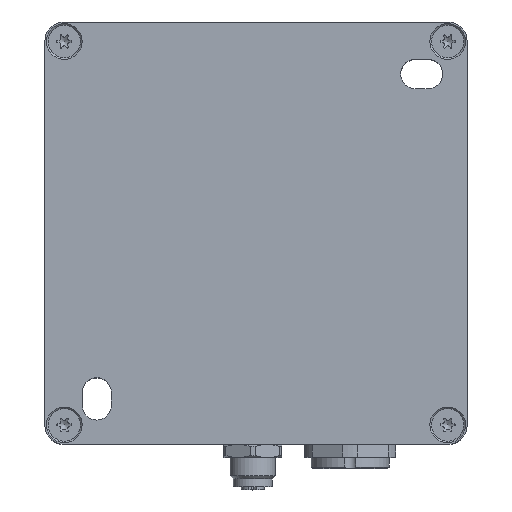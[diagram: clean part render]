
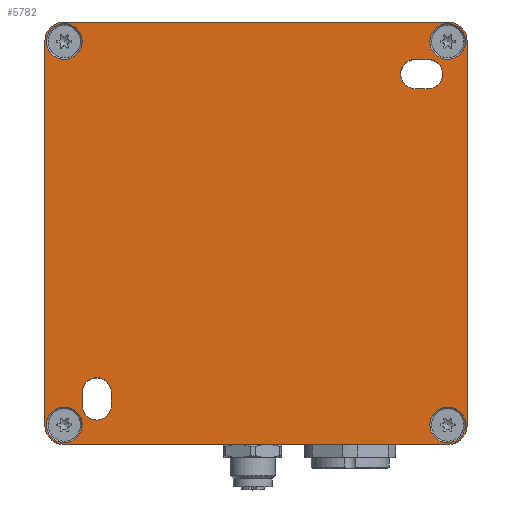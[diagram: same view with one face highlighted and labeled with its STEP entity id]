
A CAD part, top view. The second image highlights one B-rep face of the part: STEP entity #5782.
In plain terms, the highlighted planar face has unit normal (0, 0, 1).
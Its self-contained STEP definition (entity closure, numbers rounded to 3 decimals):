
#494=LINE($,#10947,#794);
#495=LINE($,#10973,#795);
#496=LINE($,#10975,#796);
#497=LINE($,#10977,#797);
#498=LINE($,#10979,#798);
#499=LINE($,#10980,#799);
#500=LINE($,#10981,#800);
#501=LINE($,#10982,#801);
#794=VECTOR($,#8056,59.);
#795=VECTOR($,#8091,59.);
#796=VECTOR($,#8094,59.);
#797=VECTOR($,#8097,59.);
#798=VECTOR($,#8100,2.);
#799=VECTOR($,#8101,2.);
#800=VECTOR($,#8102,2.);
#801=VECTOR($,#8103,2.);
#1022=PLANE($,#6463);
#1166=FACE_BOUND($,#2047,.T.);
#1167=FACE_BOUND($,#2048,.T.);
#1168=FACE_BOUND($,#2049,.T.);
#1169=FACE_BOUND($,#2050,.T.);
#1170=FACE_BOUND($,#2051,.T.);
#1171=FACE_BOUND($,#2052,.T.);
#1537=FACE_OUTER_BOUND($,#2046,.T.);
#2046=EDGE_LOOP($,(#5231,#5232,#5233,#5234,#5235,#5236,#5237,#5238));
#2047=EDGE_LOOP($,(#5239));
#2048=EDGE_LOOP($,(#5240));
#2049=EDGE_LOOP($,(#5241));
#2050=EDGE_LOOP($,(#5242));
#2051=EDGE_LOOP($,(#5243,#5244,#5245,#5246));
#2052=EDGE_LOOP($,(#5247,#5248,#5249,#5250));
#2273=CIRCLE($,#6282,3.);
#2278=CIRCLE($,#6289,3.);
#2282=CIRCLE($,#6295,3.);
#2284=CIRCLE($,#6298,3.);
#2295=CIRCLE($,#6323,2.25);
#2297=CIRCLE($,#6329,2.25);
#2300=CIRCLE($,#6335,2.25);
#2304=CIRCLE($,#6344,2.25);
#2351=CIRCLE($,#6447,2.75);
#2353=CIRCLE($,#6451,2.75);
#2355=CIRCLE($,#6455,2.75);
#2357=CIRCLE($,#6459,2.75);
#2780=VERTEX_POINT($,#10439);
#2781=VERTEX_POINT($,#10441);
#2789=VERTEX_POINT($,#10461);
#2790=VERTEX_POINT($,#10463);
#2797=VERTEX_POINT($,#10481);
#2798=VERTEX_POINT($,#10483);
#2802=VERTEX_POINT($,#10493);
#2803=VERTEX_POINT($,#10495);
#2827=VERTEX_POINT($,#10595);
#2828=VERTEX_POINT($,#10597);
#2836=VERTEX_POINT($,#10635);
#2837=VERTEX_POINT($,#10637);
#2844=VERTEX_POINT($,#10684);
#2845=VERTEX_POINT($,#10686);
#2850=VERTEX_POINT($,#10748);
#2851=VERTEX_POINT($,#10750);
#2911=VERTEX_POINT($,#10952);
#2913=VERTEX_POINT($,#10958);
#2915=VERTEX_POINT($,#10964);
#2917=VERTEX_POINT($,#10970);
#3507=EDGE_CURVE($,#2780,#2781,#2273,.T.);
#3518=EDGE_CURVE($,#2789,#2790,#2278,.T.);
#3528=EDGE_CURVE($,#2797,#2798,#2282,.T.);
#3534=EDGE_CURVE($,#2802,#2803,#2284,.T.);
#3569=EDGE_CURVE($,#2828,#2827,#2295,.T.);
#3583=EDGE_CURVE($,#2837,#2836,#2297,.T.);
#3595=EDGE_CURVE($,#2845,#2844,#2300,.T.);
#3607=EDGE_CURVE($,#2851,#2850,#2304,.T.);
#3685=EDGE_CURVE($,#2798,#2802,#494,.T.);
#3687=EDGE_CURVE($,#2911,#2911,#2351,.T.);
#3689=EDGE_CURVE($,#2913,#2913,#2353,.T.);
#3691=EDGE_CURVE($,#2915,#2915,#2355,.T.);
#3693=EDGE_CURVE($,#2917,#2917,#2357,.T.);
#3694=EDGE_CURVE($,#2803,#2780,#495,.T.);
#3695=EDGE_CURVE($,#2781,#2789,#496,.T.);
#3696=EDGE_CURVE($,#2790,#2797,#497,.T.);
#3697=EDGE_CURVE($,#2850,#2837,#498,.T.);
#3698=EDGE_CURVE($,#2836,#2851,#499,.T.);
#3699=EDGE_CURVE($,#2844,#2828,#500,.T.);
#3700=EDGE_CURVE($,#2827,#2845,#501,.T.);
#5231=ORIENTED_EDGE($,*,*,#3528,.F.);
#5232=ORIENTED_EDGE($,*,*,#3696,.F.);
#5233=ORIENTED_EDGE($,*,*,#3518,.F.);
#5234=ORIENTED_EDGE($,*,*,#3695,.F.);
#5235=ORIENTED_EDGE($,*,*,#3507,.F.);
#5236=ORIENTED_EDGE($,*,*,#3694,.F.);
#5237=ORIENTED_EDGE($,*,*,#3534,.F.);
#5238=ORIENTED_EDGE($,*,*,#3685,.F.);
#5239=ORIENTED_EDGE($,*,*,#3693,.T.);
#5240=ORIENTED_EDGE($,*,*,#3691,.T.);
#5241=ORIENTED_EDGE($,*,*,#3689,.T.);
#5242=ORIENTED_EDGE($,*,*,#3687,.T.);
#5243=ORIENTED_EDGE($,*,*,#3697,.T.);
#5244=ORIENTED_EDGE($,*,*,#3583,.T.);
#5245=ORIENTED_EDGE($,*,*,#3698,.T.);
#5246=ORIENTED_EDGE($,*,*,#3607,.T.);
#5247=ORIENTED_EDGE($,*,*,#3699,.T.);
#5248=ORIENTED_EDGE($,*,*,#3569,.T.);
#5249=ORIENTED_EDGE($,*,*,#3700,.T.);
#5250=ORIENTED_EDGE($,*,*,#3595,.T.);
#5782=ADVANCED_FACE($,(#1537,#1166,#1167,#1168,#1169,#1170,#1171),#1022,
 .T.);
#6282=AXIS2_PLACEMENT_3D($,#10442,#7641,#7642);
#6289=AXIS2_PLACEMENT_3D($,#10464,#7661,#7662);
#6295=AXIS2_PLACEMENT_3D($,#10484,#7679,#7680);
#6298=AXIS2_PLACEMENT_3D($,#10496,#7689,#7690);
#6323=AXIS2_PLACEMENT_3D($,#10598,#7761,#7762);
#6329=AXIS2_PLACEMENT_3D($,#10638,#7784,#7785);
#6335=AXIS2_PLACEMENT_3D($,#10687,#7803,#7804);
#6344=AXIS2_PLACEMENT_3D($,#10751,#7826,#7827);
#6447=AXIS2_PLACEMENT_3D($,#10953,#8063,#8064);
#6451=AXIS2_PLACEMENT_3D($,#10959,#8071,#8072);
#6455=AXIS2_PLACEMENT_3D($,#10965,#8079,#8080);
#6459=AXIS2_PLACEMENT_3D($,#10971,#8087,#8088);
#6463=AXIS2_PLACEMENT_3D($,#10978,#8098,#8099);
#7641=DIRECTION('center_axis',(0.,0.,
-1.));
#7642=DIRECTION('ref_axis',(-0.707,0.707,0.));
#7661=DIRECTION('center_axis',(0.,0.,
-1.));
#7662=DIRECTION('ref_axis',(0.707,0.707,0.));
#7679=DIRECTION('center_axis',(0.,0.,
-1.));
#7680=DIRECTION('ref_axis',(0.707,-0.707,0.));
#7689=DIRECTION('center_axis',(0.,0.,
-1.));
#7690=DIRECTION('ref_axis',(-0.707,-0.707,0.));
#7761=DIRECTION('center_axis',(0.,0.,
-1.));
#7762=DIRECTION('ref_axis',(1.,0.,0.));
#7784=DIRECTION('center_axis',(0.,0.,
-1.));
#7785=DIRECTION('ref_axis',(1.,0.,0.));
#7803=DIRECTION('center_axis',(0.,0.,
-1.));
#7804=DIRECTION('ref_axis',(-1.,0.,0.));
#7826=DIRECTION('center_axis',(0.,0.,
-1.));
#7827=DIRECTION('ref_axis',(-1.,0.,0.));
#8056=DIRECTION($,(-1.,0.,0.));
#8063=DIRECTION('center_axis',(0.,0.,
-1.));
#8064=DIRECTION('ref_axis',(1.,0.,0.));
#8071=DIRECTION('center_axis',(0.,0.,
-1.));
#8072=DIRECTION('ref_axis',(1.,0.,0.));
#8079=DIRECTION('center_axis',(0.,0.,
-1.));
#8080=DIRECTION('ref_axis',(1.,0.,0.));
#8087=DIRECTION('center_axis',(0.,0.,
-1.));
#8088=DIRECTION('ref_axis',(1.,0.,0.));
#8091=DIRECTION($,(0.,1.,0.));
#8094=DIRECTION($,(1.,0.,0.));
#8097=DIRECTION($,(0.,-1.,0.));
#8098=DIRECTION('center_axis',(0.,0.,
1.));
#8099=DIRECTION('ref_axis',(1.,0.,0.));
#8100=DIRECTION($,(1.,0.,0.));
#8101=DIRECTION($,(-1.,0.,0.));
#8102=DIRECTION($,(0.,-1.,0.));
#8103=DIRECTION($,(0.,1.,0.));
#10439=CARTESIAN_POINT('',(-32.5,29.5,28.));
#10441=CARTESIAN_POINT('',(-29.5,32.5,28.));
#10442=CARTESIAN_POINT('Origin',(-29.5,29.5,28.));
#10461=CARTESIAN_POINT('',(29.5,32.5,28.));
#10463=CARTESIAN_POINT('',(32.5,29.5,28.));
#10464=CARTESIAN_POINT('Origin',(29.5,29.5,28.));
#10481=CARTESIAN_POINT('',(32.5,-29.5,28.));
#10483=CARTESIAN_POINT('',(29.5,-32.5,28.));
#10484=CARTESIAN_POINT('Origin',(29.5,-29.5,28.));
#10493=CARTESIAN_POINT('',(-29.5,-32.5,28.));
#10495=CARTESIAN_POINT('',(-32.5,-29.5,28.));
#10496=CARTESIAN_POINT('Origin',(-29.5,-29.5,28.));
#10595=CARTESIAN_POINT('',(-26.75,-26.5,28.));
#10597=CARTESIAN_POINT('',(-22.25,-26.5,28.));
#10598=CARTESIAN_POINT('Origin',(-24.5,-26.5,28.));
#10635=CARTESIAN_POINT('',(26.5,22.25,28.));
#10637=CARTESIAN_POINT('',(26.5,26.75,28.));
#10638=CARTESIAN_POINT('Origin',(26.5,24.5,28.));
#10684=CARTESIAN_POINT('',(-22.25,-24.5,28.));
#10686=CARTESIAN_POINT('',(-26.75,-24.5,28.));
#10687=CARTESIAN_POINT('Origin',(-24.5,-24.5,28.));
#10748=CARTESIAN_POINT('',(24.5,26.75,28.));
#10750=CARTESIAN_POINT('',(24.5,22.25,28.));
#10751=CARTESIAN_POINT('Origin',(24.5,24.5,28.));
#10947=CARTESIAN_POINT($,(32.5,-32.5,28.));
#10952=CARTESIAN_POINT('',(-26.75,-29.5,28.));
#10953=CARTESIAN_POINT('Origin',(-29.5,-29.5,28.));
#10958=CARTESIAN_POINT('',(-26.75,29.5,28.));
#10959=CARTESIAN_POINT('Origin',(-29.5,29.5,28.));
#10964=CARTESIAN_POINT('',(32.25,-29.5,28.));
#10965=CARTESIAN_POINT('Origin',(29.5,-29.5,28.));
#10970=CARTESIAN_POINT('',(32.25,29.5,28.));
#10971=CARTESIAN_POINT('Origin',(29.5,29.5,28.));
#10973=CARTESIAN_POINT($,(-32.5,-32.5,28.));
#10975=CARTESIAN_POINT($,(-32.5,32.5,28.));
#10977=CARTESIAN_POINT($,(32.5,32.5,28.));
#10978=CARTESIAN_POINT('Origin',(0.,0.,
28.));
#10979=CARTESIAN_POINT($,(13.25,26.75,28.));
#10980=CARTESIAN_POINT($,(12.25,22.25,28.));
#10981=CARTESIAN_POINT($,(-22.25,-13.25,28.));
#10982=CARTESIAN_POINT($,(-26.75,-12.25,28.));
